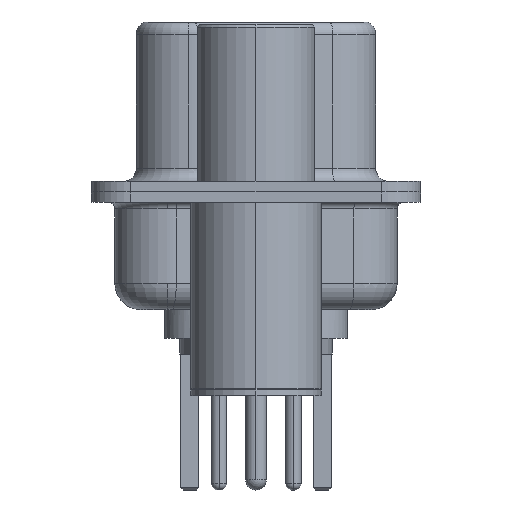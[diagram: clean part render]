
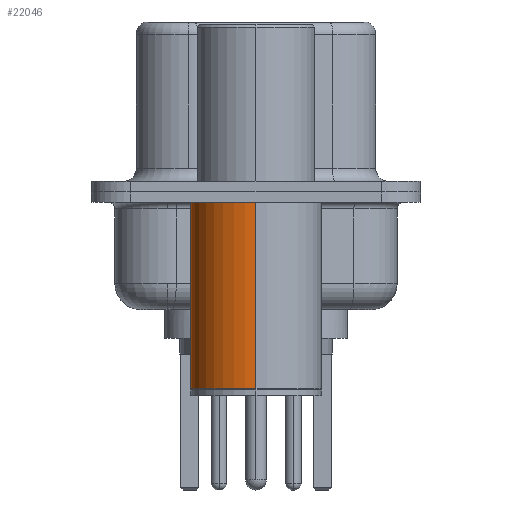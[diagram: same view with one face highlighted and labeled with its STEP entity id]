
A CAD part, left-side view. The second image highlights one B-rep face of the part: STEP entity #22046.
In plain terms, the highlighted cylindrical face has radius 2.5 mm (diameter 5 mm), a partial arc.
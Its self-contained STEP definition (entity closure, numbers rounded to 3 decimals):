
#340 = EDGE_CURVE ( 'NONE', #13311, #23759, #1371, .T. ) ;
#777 = DIRECTION ( 'NONE',  ( 0., 0., 1. ) ) ;
#1371 = CIRCLE ( 'NONE', #16641, 2.5 ) ;
#1526 = DIRECTION ( 'NONE',  ( 0., 0., 1. ) ) ;
#1573 = ORIENTED_EDGE ( 'NONE', *, *, #340, .T. ) ;
#1840 = CARTESIAN_POINT ( 'NONE',  ( 0., 0., 0.581 ) ) ;
#2101 = CARTESIAN_POINT ( 'NONE',  ( 0., 0., -7.525 ) ) ;
#2269 = EDGE_LOOP ( 'NONE', ( #1573, #6863, #24160, #26640 ) ) ;
#2455 = CYLINDRICAL_SURFACE ( 'NONE', #12399, 2.5 ) ;
#2962 = EDGE_CURVE ( 'NONE', #13311, #17463, #15944, .T. ) ;
#6863 = ORIENTED_EDGE ( 'NONE', *, *, #14913, .T. ) ;
#7203 = AXIS2_PLACEMENT_3D ( 'NONE', #11708, #26754, #13885 ) ;
#8313 = DIRECTION ( 'NONE',  ( 0., 0., 1. ) ) ;
#8377 = CARTESIAN_POINT ( 'NONE',  ( -2.5, 0., -0.4 ) ) ;
#11220 = VERTEX_POINT ( 'NONE', #8377 ) ;
#11252 = CARTESIAN_POINT ( 'NONE',  ( -2.5, 0., -7.525 ) ) ;
#11708 = CARTESIAN_POINT ( 'NONE',  ( 0., 0., -0.4 ) ) ;
#12399 = AXIS2_PLACEMENT_3D ( 'NONE', #1840, #8313, #27690 ) ;
#13311 = VERTEX_POINT ( 'NONE', #24033 ) ;
#13885 = DIRECTION ( 'NONE',  ( 1., 0., 0. ) ) ;
#14913 = EDGE_CURVE ( 'NONE', #23759, #11220, #26777, .T. ) ;
#15944 = LINE ( 'NONE', #17314, #20947 ) ;
#16052 = CARTESIAN_POINT ( 'NONE',  ( -2.5, 0., 0.581 ) ) ;
#16641 = AXIS2_PLACEMENT_3D ( 'NONE', #2101, #1526, #26402 ) ;
#17314 = CARTESIAN_POINT ( 'NONE',  ( 2.5, 0., 0.581 ) ) ;
#17463 = VERTEX_POINT ( 'NONE', #20969 ) ;
#18234 = DIRECTION ( 'NONE',  ( 0., 0., 1. ) ) ;
#20062 = CIRCLE ( 'NONE', #7203, 2.5 ) ;
#20947 = VECTOR ( 'NONE', #777, 1000. ) ;
#20969 = CARTESIAN_POINT ( 'NONE',  ( 2.5, 0., -0.4 ) ) ;
#21740 = EDGE_CURVE ( 'NONE', #17463, #11220, #20062, .T. ) ;
#22046 = ADVANCED_FACE ( 'NONE', ( #25336 ), #2455, .T. ) ;
#23759 = VERTEX_POINT ( 'NONE', #11252 ) ;
#24033 = CARTESIAN_POINT ( 'NONE',  ( 2.5, 0., -7.525 ) ) ;
#24160 = ORIENTED_EDGE ( 'NONE', *, *, #21740, .F. ) ;
#25336 = FACE_OUTER_BOUND ( 'NONE', #2269, .T. ) ;
#26065 = VECTOR ( 'NONE', #18234, 1000. ) ;
#26402 = DIRECTION ( 'NONE',  ( 1., 0., 0. ) ) ;
#26640 = ORIENTED_EDGE ( 'NONE', *, *, #2962, .F. ) ;
#26754 = DIRECTION ( 'NONE',  ( 0., 0., 1. ) ) ;
#26777 = LINE ( 'NONE', #16052, #26065 ) ;
#27690 = DIRECTION ( 'NONE',  ( 1., 0., 0. ) ) ;
